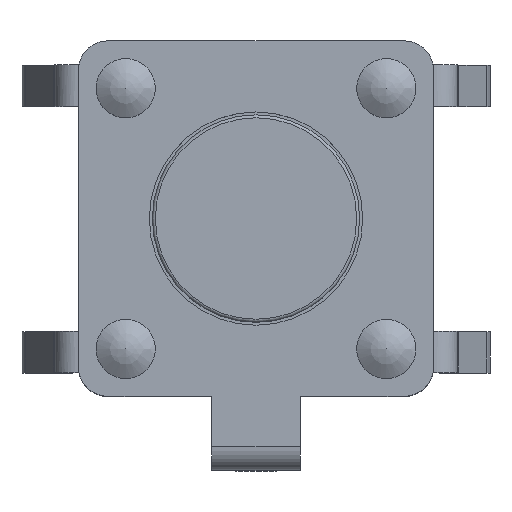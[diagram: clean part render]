
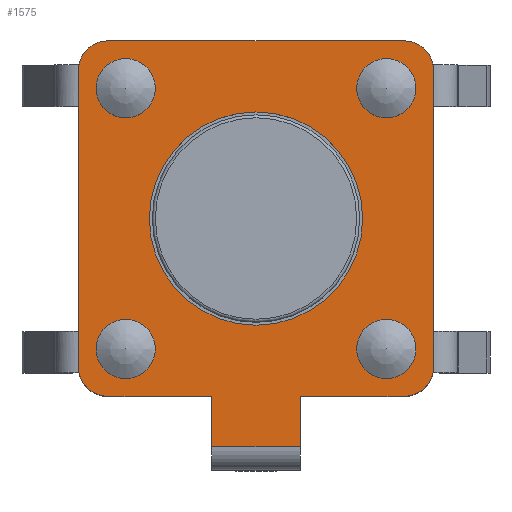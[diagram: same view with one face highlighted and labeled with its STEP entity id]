
A CAD part, top view. The second image highlights one B-rep face of the part: STEP entity #1575.
In plain terms, the highlighted planar face has unit normal (0, 0, 1).
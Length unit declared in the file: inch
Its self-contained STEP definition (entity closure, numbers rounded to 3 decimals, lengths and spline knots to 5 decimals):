
#1413=CARTESIAN_POINT('',(-0.12992,0.13159,0.12677));
#1414=DIRECTION('',(0.0,0.0,1.0));
#1415=DIRECTION('',(1.0,0.0,0.0));
#1416=AXIS2_PLACEMENT_3D('',#1413,#1414,#1415);
#1417=PLANE('',#1416);
#1418=CARTESIAN_POINT('',(-0.09843,-0.11811,0.12677));
#1419=VERTEX_POINT('',#1418);
#1420=CARTESIAN_POINT('',(-0.11811,-0.09843,0.12677));
#1421=VERTEX_POINT('',#1420);
#1422=CARTESIAN_POINT('',(-0.09843,-0.09843,0.12677));
#1423=DIRECTION('',(0.0,0.0,-1.0));
#1424=DIRECTION('',(-0.707,-0.707,0.0));
#1425=AXIS2_PLACEMENT_3D('',#1422,#1423,#1424);
#1426=CIRCLE('',#1425,0.01969);
#1427=EDGE_CURVE('',#1419,#1421,#1426,.T.);
#1428=ORIENTED_EDGE('',*,*,#1427,.F.);
#1429=CARTESIAN_POINT('',(-0.02953,-0.11811,0.12677));
#1430=VERTEX_POINT('',#1429);
#1431=CARTESIAN_POINT('',(-0.02953,-0.11811,0.12677));
#1432=DIRECTION('',(-1.0,0.0,0.0));
#1433=VECTOR('',#1432,0.0689);
#1434=LINE('',#1431,#1433);
#1435=EDGE_CURVE('',#1430,#1419,#1434,.T.);
#1436=ORIENTED_EDGE('',*,*,#1435,.F.);
#1437=CARTESIAN_POINT('',(-0.02953,-0.15157,0.12677));
#1438=VERTEX_POINT('',#1437);
#1439=CARTESIAN_POINT('',(-0.02953,-0.15157,0.12677));
#1440=DIRECTION('',(0.0,1.0,0.0));
#1441=VECTOR('',#1440,0.03346);
#1442=LINE('',#1439,#1441);
#1443=EDGE_CURVE('',#1438,#1430,#1442,.T.);
#1444=ORIENTED_EDGE('',*,*,#1443,.F.);
#1445=CARTESIAN_POINT('',(0.02953,-0.15157,0.12677));
#1446=VERTEX_POINT('',#1445);
#1447=CARTESIAN_POINT('',(0.02953,-0.15157,0.12677));
#1448=DIRECTION('',(-1.0,0.0,0.0));
#1449=VECTOR('',#1448,0.05906);
#1450=LINE('',#1447,#1449);
#1451=EDGE_CURVE('',#1446,#1438,#1450,.T.);
#1452=ORIENTED_EDGE('',*,*,#1451,.F.);
#1453=CARTESIAN_POINT('',(0.02953,-0.11811,0.12677));
#1454=VERTEX_POINT('',#1453);
#1455=CARTESIAN_POINT('',(0.02953,-0.15157,0.12677));
#1456=DIRECTION('',(0.0,1.0,0.0));
#1457=VECTOR('',#1456,0.03346);
#1458=LINE('',#1455,#1457);
#1459=EDGE_CURVE('',#1446,#1454,#1458,.T.);
#1460=ORIENTED_EDGE('',*,*,#1459,.T.);
#1461=CARTESIAN_POINT('',(0.09843,-0.11811,0.12677));
#1462=VERTEX_POINT('',#1461);
#1463=CARTESIAN_POINT('',(0.09843,-0.11811,0.12677));
#1464=DIRECTION('',(-1.0,0.0,0.0));
#1465=VECTOR('',#1464,0.0689);
#1466=LINE('',#1463,#1465);
#1467=EDGE_CURVE('',#1462,#1454,#1466,.T.);
#1468=ORIENTED_EDGE('',*,*,#1467,.F.);
#1469=CARTESIAN_POINT('',(0.11811,-0.09843,0.12677));
#1470=VERTEX_POINT('',#1469);
#1471=CARTESIAN_POINT('',(0.09843,-0.09843,0.12677));
#1472=DIRECTION('',(0.0,0.0,-1.0));
#1473=DIRECTION('',(0.707,-0.707,0.0));
#1474=AXIS2_PLACEMENT_3D('',#1471,#1472,#1473);
#1475=CIRCLE('',#1474,0.01969);
#1476=EDGE_CURVE('',#1470,#1462,#1475,.T.);
#1477=ORIENTED_EDGE('',*,*,#1476,.F.);
#1478=CARTESIAN_POINT('',(0.11811,0.09843,0.12677));
#1479=VERTEX_POINT('',#1478);
#1480=CARTESIAN_POINT('',(0.11811,0.09843,0.12677));
#1481=DIRECTION('',(0.0,-1.0,0.0));
#1482=VECTOR('',#1481,0.19685);
#1483=LINE('',#1480,#1482);
#1484=EDGE_CURVE('',#1479,#1470,#1483,.T.);
#1485=ORIENTED_EDGE('',*,*,#1484,.F.);
#1486=CARTESIAN_POINT('',(0.09843,0.11811,0.12677));
#1487=VERTEX_POINT('',#1486);
#1488=CARTESIAN_POINT('',(0.09843,0.09843,0.12677));
#1489=DIRECTION('',(0.0,0.0,-1.0));
#1490=DIRECTION('',(0.707,0.707,0.0));
#1491=AXIS2_PLACEMENT_3D('',#1488,#1489,#1490);
#1492=CIRCLE('',#1491,0.01969);
#1493=EDGE_CURVE('',#1487,#1479,#1492,.T.);
#1494=ORIENTED_EDGE('',*,*,#1493,.F.);
#1495=CARTESIAN_POINT('',(-0.09843,0.11811,0.12677));
#1496=VERTEX_POINT('',#1495);
#1497=CARTESIAN_POINT('',(-0.09843,0.11811,0.12677));
#1498=DIRECTION('',(1.0,0.0,0.0));
#1499=VECTOR('',#1498,0.19685);
#1500=LINE('',#1497,#1499);
#1501=EDGE_CURVE('',#1496,#1487,#1500,.T.);
#1502=ORIENTED_EDGE('',*,*,#1501,.F.);
#1503=CARTESIAN_POINT('',(-0.11811,0.09843,0.12677));
#1504=VERTEX_POINT('',#1503);
#1505=CARTESIAN_POINT('',(-0.09843,0.09843,0.12677));
#1506=DIRECTION('',(0.0,0.0,-1.0));
#1507=DIRECTION('',(-0.707,0.707,0.0));
#1508=AXIS2_PLACEMENT_3D('',#1505,#1506,#1507);
#1509=CIRCLE('',#1508,0.01969);
#1510=EDGE_CURVE('',#1504,#1496,#1509,.T.);
#1511=ORIENTED_EDGE('',*,*,#1510,.F.);
#1512=CARTESIAN_POINT('',(-0.11811,-0.09843,0.12677));
#1513=DIRECTION('',(0.0,1.0,0.0));
#1514=VECTOR('',#1513,0.19685);
#1515=LINE('',#1512,#1514);
#1516=EDGE_CURVE('',#1421,#1504,#1515,.T.);
#1517=ORIENTED_EDGE('',*,*,#1516,.F.);
#1518=EDGE_LOOP('',(#1428,#1436,#1444,#1452,#1460,#1468,#1477,#1485,#1494,#1502,#1511,#1517));
#1519=FACE_OUTER_BOUND('',#1518,.T.);
#1520=CARTESIAN_POINT('',(-0.06693,-0.08661,0.12677));
#1521=VERTEX_POINT('',#1520);
#1522=CARTESIAN_POINT('',(-0.08661,-0.08661,0.12677));
#1523=DIRECTION('',(0.0,0.0,-1.0));
#1524=DIRECTION('',(1.0,0.0,0.0));
#1525=AXIS2_PLACEMENT_3D('',#1522,#1523,#1524);
#1526=CIRCLE('',#1525,0.01969);
#1527=EDGE_CURVE('',#1521,#1521,#1526,.T.);
#1528=ORIENTED_EDGE('',*,*,#1527,.T.);
#1529=EDGE_LOOP('',(#1528));
#1530=FACE_BOUND('',#1529,.T.);
#1531=CARTESIAN_POINT('',(0.06693,-0.08661,0.12677));
#1532=VERTEX_POINT('',#1531);
#1533=CARTESIAN_POINT('',(0.08661,-0.08661,0.12677));
#1534=DIRECTION('',(0.0,0.0,1.0));
#1535=DIRECTION('',(-1.0,0.0,0.0));
#1536=AXIS2_PLACEMENT_3D('',#1533,#1534,#1535);
#1537=CIRCLE('',#1536,0.01969);
#1538=EDGE_CURVE('',#1532,#1532,#1537,.T.);
#1539=ORIENTED_EDGE('',*,*,#1538,.F.);
#1540=EDGE_LOOP('',(#1539));
#1541=FACE_BOUND('',#1540,.T.);
#1542=CARTESIAN_POINT('',(-0.06693,0.08661,0.12677));
#1543=VERTEX_POINT('',#1542);
#1544=CARTESIAN_POINT('',(-0.08661,0.08661,0.12677));
#1545=DIRECTION('',(0.0,0.0,1.0));
#1546=DIRECTION('',(1.0,0.0,0.0));
#1547=AXIS2_PLACEMENT_3D('',#1544,#1545,#1546);
#1548=CIRCLE('',#1547,0.01969);
#1549=EDGE_CURVE('',#1543,#1543,#1548,.T.);
#1550=ORIENTED_EDGE('',*,*,#1549,.F.);
#1551=EDGE_LOOP('',(#1550));
#1552=FACE_BOUND('',#1551,.T.);
#1553=CARTESIAN_POINT('',(0.06693,0.08661,0.12677));
#1554=VERTEX_POINT('',#1553);
#1555=CARTESIAN_POINT('',(0.08661,0.08661,0.12677));
#1556=DIRECTION('',(0.0,0.0,-1.0));
#1557=DIRECTION('',(-1.0,0.0,0.0));
#1558=AXIS2_PLACEMENT_3D('',#1555,#1556,#1557);
#1559=CIRCLE('',#1558,0.01969);
#1560=EDGE_CURVE('',#1554,#1554,#1559,.T.);
#1561=ORIENTED_EDGE('',*,*,#1560,.T.);
#1562=EDGE_LOOP('',(#1561));
#1563=FACE_BOUND('',#1562,.T.);
#1564=CARTESIAN_POINT('',(0.,-0.07087,0.12677));
#1565=VERTEX_POINT('',#1564);
#1566=CARTESIAN_POINT('',(0.,0.,0.12677));
#1567=DIRECTION('',(0.0,0.0,-1.0));
#1568=DIRECTION('',(0.0,1.0,0.0));
#1569=AXIS2_PLACEMENT_3D('',#1566,#1567,#1568);
#1570=CIRCLE('',#1569,0.07087);
#1571=EDGE_CURVE('',#1565,#1565,#1570,.T.);
#1572=ORIENTED_EDGE('',*,*,#1571,.T.);
#1573=EDGE_LOOP('',(#1572));
#1574=FACE_BOUND('',#1573,.T.);
#1575=ADVANCED_FACE('',(#1519,#1530,#1541,#1552,#1563,#1574),#1417,.T.);
